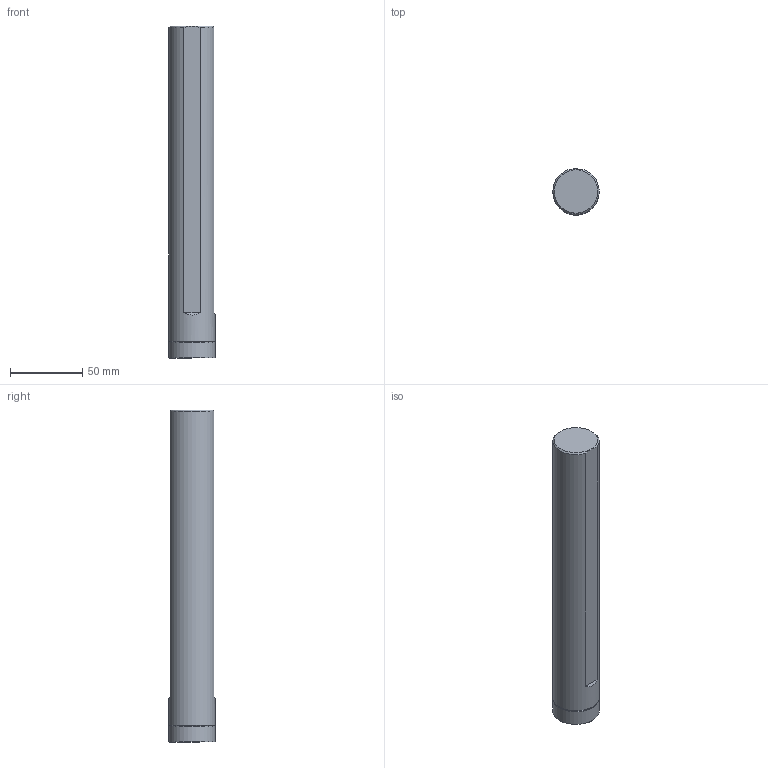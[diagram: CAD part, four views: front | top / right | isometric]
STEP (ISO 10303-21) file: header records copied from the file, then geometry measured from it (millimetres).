
FILE_DESCRIPTION(/* description */ (''),/* implementation_level */ '2;1');
FILE_NAME(/* name */ 'D32-A-224-GL32.stp',/* time_stamp */ '2021-10-10T23:26:38+06:00',/* author */ (''),/* organization */ (''),/* preprocessor_version */ 'ST-DEVELOPER v16.7',/* originating_system */ 'SIEMENS PLM Software NX 12.0',/* authorisation */ '');
FILE_SCHEMA (('AUTOMOTIVE_DESIGN { 1 0 10303 214 3 1 1 1 }'));
Length unit declared in the file: millimetre
Products named in the file (1): inpu0FECC7DBibib
Bounding box: 32 x 32 x 229.4 mm (x, y, z)
Volume: 174027.2 mm3; surface area: 29706.3 mm2
Topology: 3 solids, 3 shells, 42 faces, 86 edges, 57 vertices
Faces by surface type: plane 20, cone 14, cylinder 7, torus 1
Full cylindrical faces by diameter (mm): 26.5 x2, 26.6 x1, 29 x2, 32 x2
Entity records: 1113 total; most frequent: DIRECTION 193, CARTESIAN_POINT 188, ORIENTED_EDGE 138, AXIS2_PLACEMENT_3D 84, EDGE_CURVE 69, EDGE_LOOP 63, VERTEX_POINT 52, ADVANCED_FACE 42
